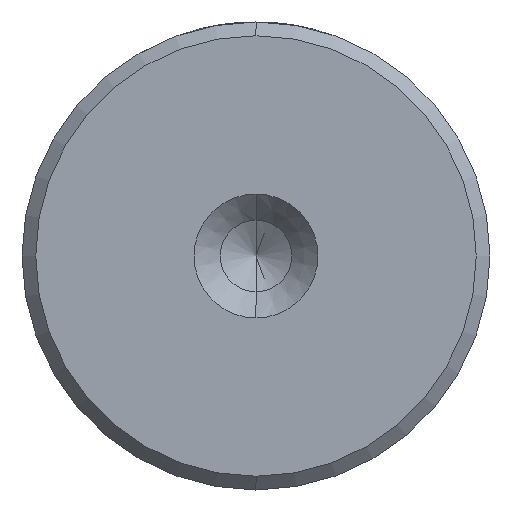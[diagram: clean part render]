
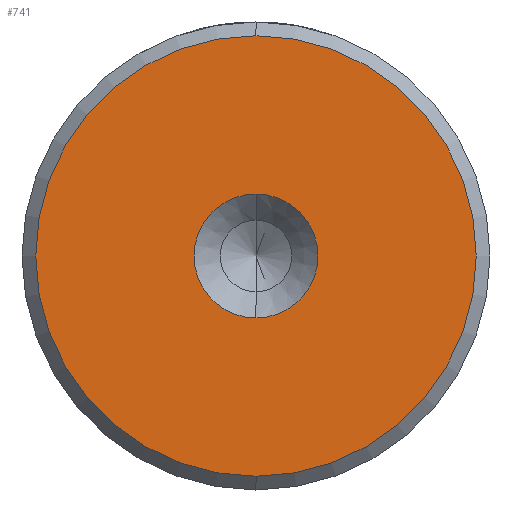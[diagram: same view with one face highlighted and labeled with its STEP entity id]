
A CAD part, left-side view. The second image highlights one B-rep face of the part: STEP entity #741.
In plain terms, the highlighted planar face has unit normal (-1, 0, 0).
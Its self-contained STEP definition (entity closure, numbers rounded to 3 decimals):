
#14 = CARTESIAN_POINT ( 'NONE',  ( 0., 0., 0. ) ) ;
#105 = EDGE_CURVE ( 'NONE', #1216, #246, #515, .T. ) ;
#152 = CIRCLE ( 'NONE', #1201, 8. ) ;
#246 = VERTEX_POINT ( 'NONE', #1597 ) ;
#305 = EDGE_LOOP ( 'NONE', ( #1895, #1027 ) ) ;
#323 = CARTESIAN_POINT ( 'NONE',  ( 0., 0., 0. ) ) ;
#378 = DIRECTION ( 'NONE',  ( 0., 0., 1. ) ) ;
#387 = DIRECTION ( 'NONE',  ( -1., 0., 0. ) ) ;
#433 = AXIS2_PLACEMENT_3D ( 'NONE', #14, #2055, #2267 ) ;
#478 = CARTESIAN_POINT ( 'NONE',  ( 0., 0., -2.25 ) ) ;
#513 = DIRECTION ( 'NONE',  ( 0., 0., 1. ) ) ;
#515 = CIRCLE ( 'NONE', #433, 8. ) ;
#553 = VERTEX_POINT ( 'NONE', #478 ) ;
#679 = DIRECTION ( 'NONE',  ( 0., 0., 1. ) ) ;
#720 = EDGE_CURVE ( 'NONE', #553, #819, #1478, .T. ) ;
#726 = ORIENTED_EDGE ( 'NONE', *, *, #1080, .F. ) ;
#741 = ADVANCED_FACE ( 'NONE', ( #905, #1821 ), #1092, .T. ) ;
#819 = VERTEX_POINT ( 'NONE', #1052 ) ;
#892 = EDGE_CURVE ( 'NONE', #246, #1216, #152, .T. ) ;
#905 = FACE_OUTER_BOUND ( 'NONE', #305, .T. ) ;
#910 = CARTESIAN_POINT ( 'NONE',  ( 0., 0., 0. ) ) ;
#1027 = ORIENTED_EDGE ( 'NONE', *, *, #892, .T. ) ;
#1052 = CARTESIAN_POINT ( 'NONE',  ( 0., 0., 2.25 ) ) ;
#1080 = EDGE_CURVE ( 'NONE', #819, #553, #1812, .T. ) ;
#1092 = PLANE ( 'NONE',  #2042 ) ;
#1201 = AXIS2_PLACEMENT_3D ( 'NONE', #1732, #2050, #679 ) ;
#1216 = VERTEX_POINT ( 'NONE', #1766 ) ;
#1349 = AXIS2_PLACEMENT_3D ( 'NONE', #1785, #1775, #1449 ) ;
#1449 = DIRECTION ( 'NONE',  ( 0., 0., 1. ) ) ;
#1478 = CIRCLE ( 'NONE', #1349, 2.25 ) ;
#1500 = ORIENTED_EDGE ( 'NONE', *, *, #720, .F. ) ;
#1567 = DIRECTION ( 'NONE',  ( -1., 0., 0. ) ) ;
#1597 = CARTESIAN_POINT ( 'NONE',  ( 0., 0., 8. ) ) ;
#1732 = CARTESIAN_POINT ( 'NONE',  ( 0., 0., 0. ) ) ;
#1766 = CARTESIAN_POINT ( 'NONE',  ( 0., 0., -8. ) ) ;
#1775 = DIRECTION ( 'NONE',  ( -1., 0., 0. ) ) ;
#1785 = CARTESIAN_POINT ( 'NONE',  ( 0., 0., 0. ) ) ;
#1812 = CIRCLE ( 'NONE', #2234, 2.25 ) ;
#1821 = FACE_BOUND ( 'NONE', #2032, .T. ) ;
#1895 = ORIENTED_EDGE ( 'NONE', *, *, #105, .T. ) ;
#2032 = EDGE_LOOP ( 'NONE', ( #726, #1500 ) ) ;
#2042 = AXIS2_PLACEMENT_3D ( 'NONE', #910, #387, #378 ) ;
#2050 = DIRECTION ( 'NONE',  ( -1., 0., 0. ) ) ;
#2055 = DIRECTION ( 'NONE',  ( -1., 0., 0. ) ) ;
#2234 = AXIS2_PLACEMENT_3D ( 'NONE', #323, #1567, #513 ) ;
#2267 = DIRECTION ( 'NONE',  ( 0., 0., 1. ) ) ;
